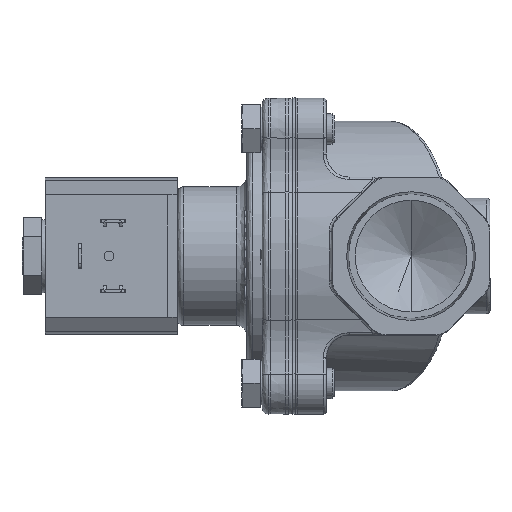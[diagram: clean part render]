
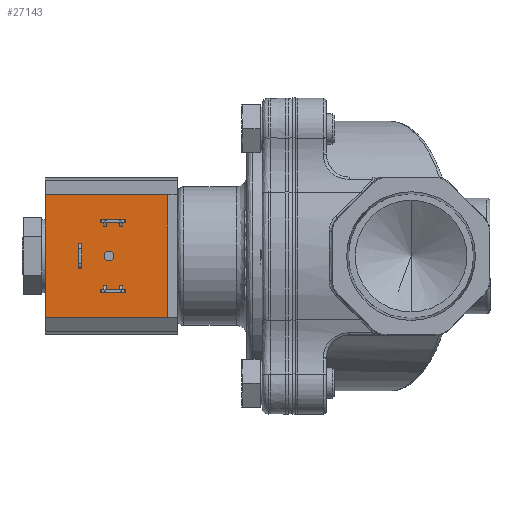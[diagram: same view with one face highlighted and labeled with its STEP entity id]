
A CAD part, left-side view. The second image highlights one B-rep face of the part: STEP entity #27143.
In plain terms, the highlighted planar face has unit normal (-1, 0, 0).
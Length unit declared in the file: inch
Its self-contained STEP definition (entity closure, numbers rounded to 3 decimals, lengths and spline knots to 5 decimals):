
#41 = VECTOR ( 'NONE', #2549, 39.37008 ) ;
#163 = DIRECTION ( 'NONE',  ( 0., 1., 0. ) ) ;
#432 = VERTEX_POINT ( 'NONE', #14064 ) ;
#452 = AXIS2_PLACEMENT_3D ( 'NONE', #11018, #20452, #24538 ) ;
#642 = EDGE_LOOP ( 'NONE', ( #17609, #24562 ) ) ;
#684 = EDGE_CURVE ( 'NONE', #27281, #10269, #19528, .T. ) ;
#832 = DIRECTION ( 'NONE',  ( 0., 0., -1. ) ) ;
#913 = DIRECTION ( 'NONE',  ( 0., -1., 0. ) ) ;
#1346 = ORIENTED_EDGE ( 'NONE', *, *, #6424, .T. ) ;
#1485 = VECTOR ( 'NONE', #14936, 39.37008 ) ;
#1886 = VECTOR ( 'NONE', #7674, 39.37008 ) ;
#1926 = VERTEX_POINT ( 'NONE', #11250 ) ;
#2040 = ORIENTED_EDGE ( 'NONE', *, *, #17670, .T. ) ;
#2277 = AXIS2_PLACEMENT_3D ( 'NONE', #14114, #5303, #3097 ) ;
#2395 = ORIENTED_EDGE ( 'NONE', *, *, #24573, .T. ) ;
#2549 = DIRECTION ( 'NONE',  ( 0., 0., 1. ) ) ;
#2642 = LINE ( 'NONE', #5699, #2765 ) ;
#2687 = CARTESIAN_POINT ( 'NONE',  ( -1.023, 2.487, -0.339 ) ) ;
#2765 = VECTOR ( 'NONE', #832, 39.37008 ) ;
#3097 = DIRECTION ( 'NONE',  ( 0., 0., 1. ) ) ;
#3158 = DIRECTION ( 'NONE',  ( 0., 1., 0. ) ) ;
#3459 = CARTESIAN_POINT ( 'NONE',  ( -1.023, 2.487, 0.339 ) ) ;
#3792 = DIRECTION ( 'NONE',  ( 0., 0., 1. ) ) ;
#4109 = VECTOR ( 'NONE', #6131, 39.37008 ) ;
#4194 = LINE ( 'NONE', #10821, #4219 ) ;
#4219 = VECTOR ( 'NONE', #8747, 39.37008 ) ;
#4397 = CARTESIAN_POINT ( 'NONE',  ( -1.023, 3.171, -0.339 ) ) ;
#4465 = LINE ( 'NONE', #8740, #28119 ) ;
#4473 = CARTESIAN_POINT ( 'NONE',  ( -1.023, 2.921, 0.339 ) ) ;
#4678 = EDGE_LOOP ( 'NONE', ( #26590, #7300, #12269, #8195 ) ) ;
#4828 = CARTESIAN_POINT ( 'NONE',  ( -1.023, 2.921, -0.625 ) ) ;
#5037 = ORIENTED_EDGE ( 'NONE', *, *, #20718, .T. ) ;
#5147 = LINE ( 'NONE', #9407, #17393 ) ;
#5303 = DIRECTION ( 'NONE',  ( 1., 0., 0. ) ) ;
#5309 = FACE_OUTER_BOUND ( 'NONE', #17059, .T. ) ;
#5332 = LINE ( 'NONE', #17244, #1886 ) ;
#5460 = EDGE_CURVE ( 'NONE', #6239, #6439, #28101, .T. ) ;
#5699 = CARTESIAN_POINT ( 'NONE',  ( -1.023, 3.364, -0.625 ) ) ;
#6036 = VERTEX_POINT ( 'NONE', #16391 ) ;
#6131 = DIRECTION ( 'NONE',  ( 0., 1., 0. ) ) ;
#6239 = VERTEX_POINT ( 'NONE', #22945 ) ;
#6297 = LINE ( 'NONE', #15250, #13650 ) ;
#6424 = EDGE_CURVE ( 'NONE', #8234, #18868, #25987, .T. ) ;
#6425 = EDGE_LOOP ( 'NONE', ( #11056, #20324, #5037, #1346 ) ) ;
#6439 = VERTEX_POINT ( 'NONE', #7753 ) ;
#6565 = ORIENTED_EDGE ( 'NONE', *, *, #684, .F. ) ;
#6966 = DIRECTION ( 'NONE',  ( 0., 0., 1. ) ) ;
#7300 = ORIENTED_EDGE ( 'NONE', *, *, #5460, .T. ) ;
#7369 = FACE_BOUND ( 'NONE', #642, .T. ) ;
#7395 = CARTESIAN_POINT ( 'NONE',  ( -1.023, 3.171, -0.625 ) ) ;
#7602 = CARTESIAN_POINT ( 'NONE',  ( -1.023, 2.921, -0.625 ) ) ;
#7674 = DIRECTION ( 'NONE',  ( 0., 0., -1. ) ) ;
#7749 = EDGE_CURVE ( 'NONE', #10828, #23818, #11496, .T. ) ;
#7753 = CARTESIAN_POINT ( 'NONE',  ( -1.023, 2.921, 0.371 ) ) ;
#8195 = ORIENTED_EDGE ( 'NONE', *, *, #16278, .T. ) ;
#8234 = VERTEX_POINT ( 'NONE', #13508 ) ;
#8371 = CIRCLE ( 'NONE', #2277, 0.04975 ) ;
#8719 = VECTOR ( 'NONE', #12411, 39.37008 ) ;
#8740 = CARTESIAN_POINT ( 'NONE',  ( -1.023, 3.171, -0.625 ) ) ;
#8747 = DIRECTION ( 'NONE',  ( 0., 1., 0. ) ) ;
#8806 = EDGE_LOOP ( 'NONE', ( #18109, #24436, #16340, #2040 ) ) ;
#9407 = CARTESIAN_POINT ( 'NONE',  ( -1.023, 2.487, 0.625 ) ) ;
#9415 = EDGE_CURVE ( 'NONE', #26412, #10702, #4194, .T. ) ;
#9959 = CARTESIAN_POINT ( 'NONE',  ( -1.023, 3.396, -0.1265 ) ) ;
#10269 = VERTEX_POINT ( 'NONE', #13955 ) ;
#10358 = CARTESIAN_POINT ( 'NONE',  ( -1.023, 2.487, -0.371 ) ) ;
#10702 = VERTEX_POINT ( 'NONE', #12006 ) ;
#10821 = CARTESIAN_POINT ( 'NONE',  ( -1.023, 3.396, 0.1265 ) ) ;
#10828 = VERTEX_POINT ( 'NONE', #4397 ) ;
#11018 = CARTESIAN_POINT ( 'NONE',  ( -1.023, 3.0864, 0. ) ) ;
#11056 = ORIENTED_EDGE ( 'NONE', *, *, #23300, .T. ) ;
#11250 = CARTESIAN_POINT ( 'NONE',  ( -1.023, 3.737, 0.625 ) ) ;
#11401 = VECTOR ( 'NONE', #18432, 39.37008 ) ;
#11496 = LINE ( 'NONE', #2687, #11401 ) ;
#11874 = LINE ( 'NONE', #4828, #12912 ) ;
#12006 = CARTESIAN_POINT ( 'NONE',  ( -1.023, 3.396, 0.1265 ) ) ;
#12269 = ORIENTED_EDGE ( 'NONE', *, *, #15700, .T. ) ;
#12411 = DIRECTION ( 'NONE',  ( 0., 1., 0. ) ) ;
#12806 = EDGE_CURVE ( 'NONE', #28887, #17379, #25807, .T. ) ;
#12912 = VECTOR ( 'NONE', #27168, 39.37008 ) ;
#13005 = CARTESIAN_POINT ( 'NONE',  ( -1.023, 2.921, -0.339 ) ) ;
#13349 = VECTOR ( 'NONE', #913, 39.37008 ) ;
#13508 = CARTESIAN_POINT ( 'NONE',  ( -1.023, 3.364, -0.1265 ) ) ;
#13650 = VECTOR ( 'NONE', #3792, 39.37008 ) ;
#13691 = DIRECTION ( 'NONE',  ( -1., 0., 0. ) ) ;
#13955 = CARTESIAN_POINT ( 'NONE',  ( -1.023, 3.737, -0.625 ) ) ;
#14064 = CARTESIAN_POINT ( 'NONE',  ( -1.023, 2.921, -0.371 ) ) ;
#14114 = CARTESIAN_POINT ( 'NONE',  ( -1.023, 3.0864, 0. ) ) ;
#14263 = FACE_BOUND ( 'NONE', #4678, .T. ) ;
#14638 = VERTEX_POINT ( 'NONE', #19714 ) ;
#14936 = DIRECTION ( 'NONE',  ( 0., 0., -1. ) ) ;
#15241 = ORIENTED_EDGE ( 'NONE', *, *, #19612, .F. ) ;
#15250 = CARTESIAN_POINT ( 'NONE',  ( -1.023, 3.737, 0. ) ) ;
#15580 = VECTOR ( 'NONE', #24151, 39.37008 ) ;
#15700 = EDGE_CURVE ( 'NONE', #6439, #16811, #11874, .T. ) ;
#16278 = EDGE_CURVE ( 'NONE', #16811, #14638, #23599, .T. ) ;
#16340 = ORIENTED_EDGE ( 'NONE', *, *, #22171, .T. ) ;
#16391 = CARTESIAN_POINT ( 'NONE',  ( -1.023, 2.487, 0.625 ) ) ;
#16513 = VERTEX_POINT ( 'NONE', #20497 ) ;
#16811 = VERTEX_POINT ( 'NONE', #4473 ) ;
#16930 = CARTESIAN_POINT ( 'NONE',  ( -1.023, 3.364, 0.1265 ) ) ;
#16955 = CARTESIAN_POINT ( 'NONE',  ( -1.023, 2.487, 0.371 ) ) ;
#17059 = EDGE_LOOP ( 'NONE', ( #19614, #2395, #15241, #6565 ) ) ;
#17244 = CARTESIAN_POINT ( 'NONE',  ( -1.023, 2.487, 0. ) ) ;
#17379 = VERTEX_POINT ( 'NONE', #24335 ) ;
#17393 = VECTOR ( 'NONE', #163, 39.37008 ) ;
#17609 = ORIENTED_EDGE ( 'NONE', *, *, #12806, .T. ) ;
#17670 = EDGE_CURVE ( 'NONE', #432, #16513, #19060, .T. ) ;
#18109 = ORIENTED_EDGE ( 'NONE', *, *, #20894, .T. ) ;
#18148 = LINE ( 'NONE', #7395, #41 ) ;
#18432 = DIRECTION ( 'NONE',  ( 0., -1., 0. ) ) ;
#18868 = VERTEX_POINT ( 'NONE', #25331 ) ;
#18994 = EDGE_CURVE ( 'NONE', #14638, #6239, #18148, .T. ) ;
#19060 = LINE ( 'NONE', #10358, #20668 ) ;
#19528 = LINE ( 'NONE', #24331, #4109 ) ;
#19612 = EDGE_CURVE ( 'NONE', #10269, #1926, #6297, .T. ) ;
#19614 = ORIENTED_EDGE ( 'NONE', *, *, #24366, .F. ) ;
#19714 = CARTESIAN_POINT ( 'NONE',  ( -1.023, 3.171, 0.339 ) ) ;
#20324 = ORIENTED_EDGE ( 'NONE', *, *, #9415, .F. ) ;
#20452 = DIRECTION ( 'NONE',  ( 1., 0., 0. ) ) ;
#20481 = CARTESIAN_POINT ( 'NONE',  ( -1.023, 2.487, -0.625 ) ) ;
#20497 = CARTESIAN_POINT ( 'NONE',  ( -1.023, 3.171, -0.371 ) ) ;
#20668 = VECTOR ( 'NONE', #3158, 39.37008 ) ;
#20718 = EDGE_CURVE ( 'NONE', #26412, #8234, #2642, .T. ) ;
#20894 = EDGE_CURVE ( 'NONE', #16513, #10828, #4465, .T. ) ;
#21053 = DIRECTION ( 'NONE',  ( 0., 0., 1. ) ) ;
#21747 = CARTESIAN_POINT ( 'NONE',  ( -1.023, 3.0864, 0.04975 ) ) ;
#22171 = EDGE_CURVE ( 'NONE', #23818, #432, #23771, .T. ) ;
#22295 = VECTOR ( 'NONE', #27898, 39.37008 ) ;
#22945 = CARTESIAN_POINT ( 'NONE',  ( -1.023, 3.171, 0.371 ) ) ;
#22953 = PLANE ( 'NONE',  #22975 ) ;
#22975 = AXIS2_PLACEMENT_3D ( 'NONE', #20481, #13691, #21053 ) ;
#23300 = EDGE_CURVE ( 'NONE', #18868, #10702, #26359, .T. ) ;
#23599 = LINE ( 'NONE', #3459, #8719 ) ;
#23771 = LINE ( 'NONE', #7602, #1485 ) ;
#23818 = VERTEX_POINT ( 'NONE', #13005 ) ;
#23935 = CARTESIAN_POINT ( 'NONE',  ( -1.023, 2.487, -0.625 ) ) ;
#24151 = DIRECTION ( 'NONE',  ( 0., 0., 1. ) ) ;
#24331 = CARTESIAN_POINT ( 'NONE',  ( -1.023, 2.487, -0.625 ) ) ;
#24335 = CARTESIAN_POINT ( 'NONE',  ( -1.023, 3.0864, -0.04975 ) ) ;
#24366 = EDGE_CURVE ( 'NONE', #6036, #27281, #5332, .T. ) ;
#24436 = ORIENTED_EDGE ( 'NONE', *, *, #7749, .T. ) ;
#24538 = DIRECTION ( 'NONE',  ( 0., 0., 1. ) ) ;
#24562 = ORIENTED_EDGE ( 'NONE', *, *, #26385, .T. ) ;
#24573 = EDGE_CURVE ( 'NONE', #6036, #1926, #5147, .T. ) ;
#25018 = FACE_BOUND ( 'NONE', #6425, .T. ) ;
#25331 = CARTESIAN_POINT ( 'NONE',  ( -1.023, 3.396, -0.1265 ) ) ;
#25807 = CIRCLE ( 'NONE', #452, 0.04975 ) ;
#25987 = LINE ( 'NONE', #9959, #22295 ) ;
#26359 = LINE ( 'NONE', #26640, #15580 ) ;
#26385 = EDGE_CURVE ( 'NONE', #17379, #28887, #8371, .T. ) ;
#26412 = VERTEX_POINT ( 'NONE', #16930 ) ;
#26590 = ORIENTED_EDGE ( 'NONE', *, *, #18994, .T. ) ;
#26640 = CARTESIAN_POINT ( 'NONE',  ( -1.023, 3.396, -0.625 ) ) ;
#27143 = ADVANCED_FACE ( 'NONE', ( #27506, #25018, #5309, #14263, #7369 ), #22953, .T. ) ;
#27168 = DIRECTION ( 'NONE',  ( 0., 0., -1. ) ) ;
#27281 = VERTEX_POINT ( 'NONE', #23935 ) ;
#27506 = FACE_BOUND ( 'NONE', #8806, .T. ) ;
#27898 = DIRECTION ( 'NONE',  ( 0., 1., 0. ) ) ;
#28101 = LINE ( 'NONE', #16955, #13349 ) ;
#28119 = VECTOR ( 'NONE', #6966, 39.37008 ) ;
#28887 = VERTEX_POINT ( 'NONE', #21747 ) ;
